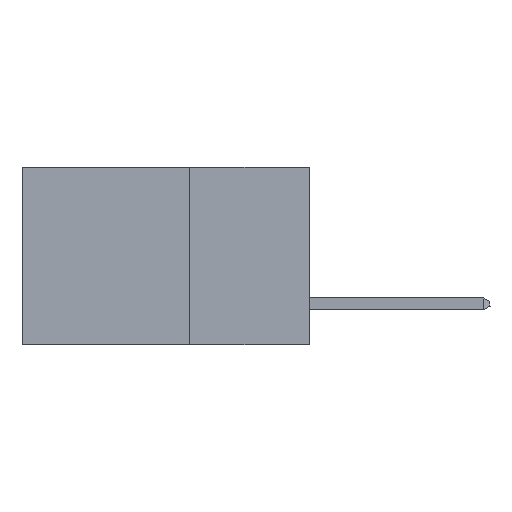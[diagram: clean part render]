
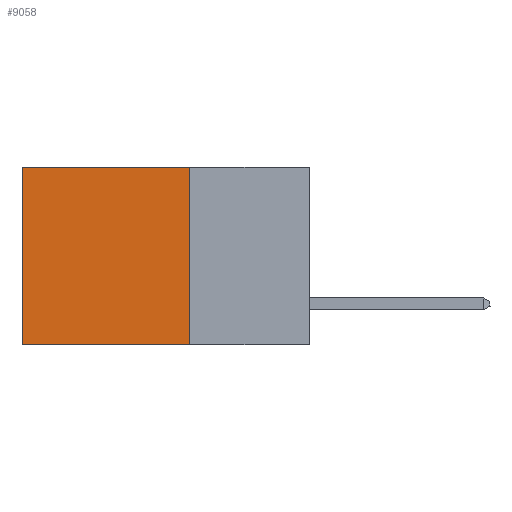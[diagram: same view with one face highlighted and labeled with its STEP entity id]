
A CAD part, left-side view. The second image highlights one B-rep face of the part: STEP entity #9058.
In plain terms, the highlighted planar face has unit normal (-1, 0, 0).
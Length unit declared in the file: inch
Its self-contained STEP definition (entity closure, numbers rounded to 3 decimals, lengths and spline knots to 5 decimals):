
#152 = CARTESIAN_POINT ( 'NONE',  ( 0.2875, 0.25, -0.37 ) ) ;
#341 = ORIENTED_EDGE ( 'NONE', *, *, #19548, .F. ) ;
#441 = ORIENTED_EDGE ( 'NONE', *, *, #3276, .F. ) ;
#1740 = LINE ( 'NONE', #19679, #13873 ) ;
#2008 = DIRECTION ( 'NONE',  ( 0., 0., -1. ) ) ;
#2995 = VECTOR ( 'NONE', #2008, 39.37008 ) ;
#3238 = DIRECTION ( 'NONE',  ( 0., 1., 0. ) ) ;
#3276 = EDGE_CURVE ( 'NONE', #22514, #5036, #19940, .T. ) ;
#4116 = LINE ( 'NONE', #12117, #10319 ) ;
#5036 = VERTEX_POINT ( 'NONE', #152 ) ;
#5492 = EDGE_CURVE ( 'NONE', #17105, #23440, #1740, .T. ) ;
#6495 = CARTESIAN_POINT ( 'NONE',  ( 0.2875, 0.25, 0. ) ) ;
#8271 = FACE_OUTER_BOUND ( 'NONE', #14301, .T. ) ;
#8551 = CARTESIAN_POINT ( 'NONE',  ( 0.2875, 0.6, 0. ) ) ;
#8667 = DIRECTION ( 'NONE',  ( 0., 0., -1. ) ) ;
#9058 = ADVANCED_FACE ( 'NONE', ( #8271 ), #12585, .F. ) ;
#10319 = VECTOR ( 'NONE', #20234, 39.37008 ) ;
#10622 = DIRECTION ( 'NONE',  ( 1., 0., 0. ) ) ;
#11606 = AXIS2_PLACEMENT_3D ( 'NONE', #20573, #10622, #8667 ) ;
#12117 = CARTESIAN_POINT ( 'NONE',  ( 0.2875, 0.25, -0.37 ) ) ;
#12327 = VECTOR ( 'NONE', #3238, 39.37008 ) ;
#12585 = PLANE ( 'NONE',  #11606 ) ;
#13753 = DIRECTION ( 'NONE',  ( 0., 0., -1. ) ) ;
#13873 = VECTOR ( 'NONE', #13753, 39.37008 ) ;
#14301 = EDGE_LOOP ( 'NONE', ( #23542, #341, #441, #17054 ) ) ;
#16129 = CARTESIAN_POINT ( 'NONE',  ( 0.2875, 0.25, 0. ) ) ;
#17054 = ORIENTED_EDGE ( 'NONE', *, *, #17659, .T. ) ;
#17105 = VERTEX_POINT ( 'NONE', #8551 ) ;
#17659 = EDGE_CURVE ( 'NONE', #22514, #17105, #25231, .T. ) ;
#19548 = EDGE_CURVE ( 'NONE', #5036, #23440, #4116, .T. ) ;
#19679 = CARTESIAN_POINT ( 'NONE',  ( 0.2875, 0.6, 0. ) ) ;
#19940 = LINE ( 'NONE', #16129, #2995 ) ;
#20234 = DIRECTION ( 'NONE',  ( 0., 1., 0. ) ) ;
#20573 = CARTESIAN_POINT ( 'NONE',  ( 0.2875, 0.25, 0. ) ) ;
#20826 = CARTESIAN_POINT ( 'NONE',  ( 0.2875, 0.6, -0.37 ) ) ;
#21178 = CARTESIAN_POINT ( 'NONE',  ( 0.2875, 0.25, 0. ) ) ;
#22514 = VERTEX_POINT ( 'NONE', #6495 ) ;
#23440 = VERTEX_POINT ( 'NONE', #20826 ) ;
#23542 = ORIENTED_EDGE ( 'NONE', *, *, #5492, .T. ) ;
#25231 = LINE ( 'NONE', #21178, #12327 ) ;
